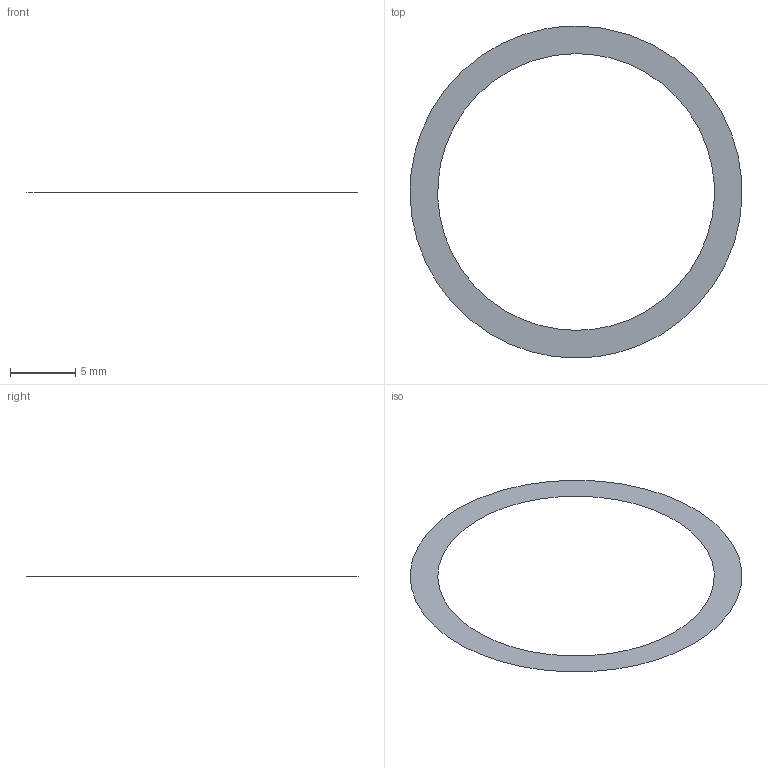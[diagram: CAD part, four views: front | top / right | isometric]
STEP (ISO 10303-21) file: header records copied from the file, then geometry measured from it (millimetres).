
FILE_DESCRIPTION((''),'2;1');
FILE_NAME('13SS8001.stp','2015-07-15T09:18:45',(''),(''),'Mechanical Desktop 2011','Mechanical Desktop 2011',', , ');
FILE_SCHEMA(('AUTOMOTIVE_DESIGN { 1 2 10303 214 1 1 1 1 }'));
Length unit declared in the file: inch
Products named in the file (1): Product
Bounding box: 25.39 x 25.4 x 0 mm (x, y, z)
Surface area: 144.3 mm2 (no closed solid volume)
Topology: 0 solids, 0 shells, 1 faces, 2 edges, 2 vertices
Faces by surface type: bspline 1
Entity records: 105 total; most frequent: CARTESIAN_POINT 42, PERSON 4, ORGANIZATION 4, PERSON_AND_ORGANIZATION 4, PERSON_AND_ORGANIZATION_ROLE 4, APPLIED_PERSON_AND_ORGANIZATION_ASSIGNMENT 4, DIMENSIONAL_EXPONENTS 2, DIRECTION 2
